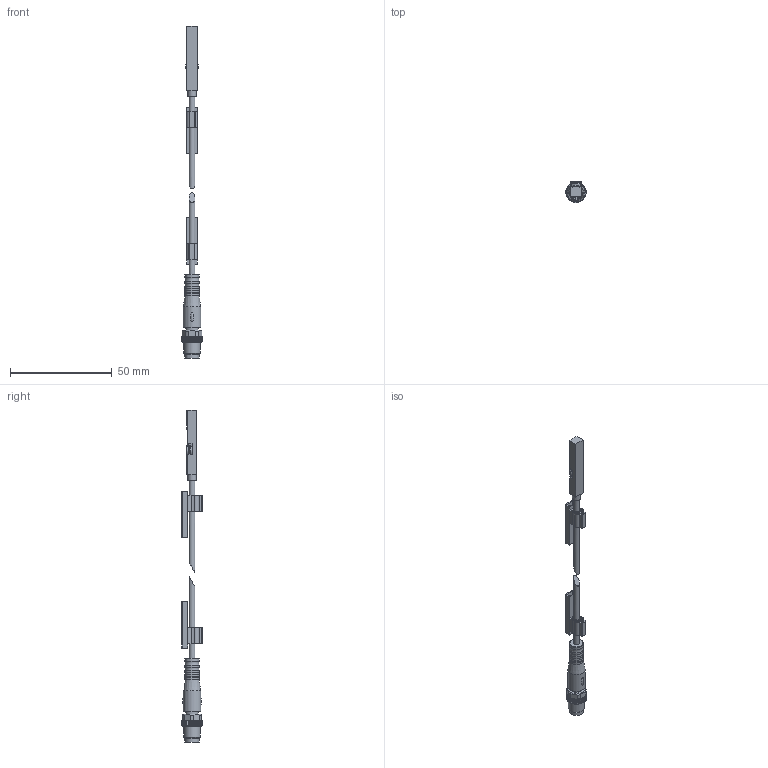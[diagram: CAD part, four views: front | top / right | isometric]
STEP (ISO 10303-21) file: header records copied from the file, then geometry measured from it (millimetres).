
FILE_DESCRIPTION(/* description */ ('STEP AP214'),/* implementation_level */ '2;1');
FILE_NAME(/* name */ '543861_SME-8M-DS-24V-K-03-M8D',/* time_stamp */ '2024-09-10T14:16:56+02:00',/* author */ ('License CC BY-ND 4.0'),/* organization */ ('CADENAS'),/* preprocessor_version */ 'ST-DEVELOPER v19.3',/* originating_system */ 'PARTsolutions',/* authorisation */ ' ');
FILE_SCHEMA (('AUTOMOTIVE_DESIGN {1 0 10303 214 3 1 1}'));
Length unit declared in the file: millimetre
Products named in the file (4): 543861 SME-8M-DS-24V-K-0,3-M8D; 543861 SME-8M-DS-24V-K-0,3-M8D---(P); 1247168 ASCF-M-23-S DM 2.1-3.4; SMx-8M-M8D---(2.9_CON)
Assembly tree (4 placements, depth 2):
  543861 SME-8M-DS-24V-K-0,3-M8D
    543861 SME-8M-DS-24V-K-0,3-M8D---(P)
    1247168 ASCF-M-23-S DM 2.1-3.4  x2
    SMx-8M-M8D---(2.9_CON)
Bounding box: 9.95 x 10.3 x 162.9 mm (x, y, z)
Volume: 3764.3 mm3; surface area: 5139.8 mm2
Topology: 4 solids, 4 shells, 483 faces, 1293 edges, 844 vertices
Faces by surface type: plane 273, cylinder 130, torus 76, cone 4
Full cylindrical faces by diameter (mm): 1 x3, 2.9 x2, 3.4 x1, 4 x2, 4.5 x1, 5.8 x1, 5.95 x1, 6.9 x1, 7 x5, 8 x1, 8.5 x1
Entity records: 15125 total; most frequent: CARTESIAN_POINT 2658, ORIENTED_EDGE 2108, DIRECTION 2044, EDGE_CURVE 1054, AXIS2_PLACEMENT_3D 722, VERTEX_POINT 702, LINE 600, VECTOR 600
